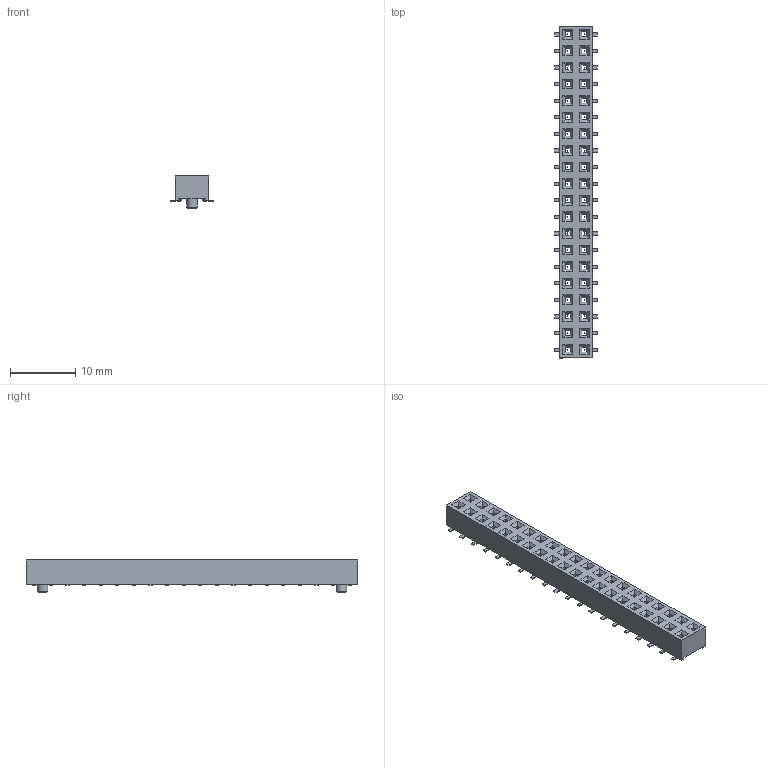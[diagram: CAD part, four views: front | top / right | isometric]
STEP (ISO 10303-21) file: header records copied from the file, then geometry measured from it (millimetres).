
FILE_DESCRIPTION(('STEP AP214'),'1');
FILE_NAME('LianSheng FH-00339.stp','2023-04-16T08:50:21',(' '),(' '),'Spatial InterOp 3D',' ',' ');
FILE_SCHEMA(('AUTOMOTIVE_DESIGN { 1 0 10303 214 1 1 1 1 }'));
Length unit declared in the file: millimetre
Products named in the file (3): FH00339; HLE-120-02-DV_socket; C-132-12-20-DV
Assembly tree (2 placements, depth 2):
  FH00339
    HLE-120-02-DV_socket
    C-132-12-20-DV
Bounding box: 6.58 x 50.8 x 4.9 mm (x, y, z)
Volume: 1072.3 mm3; surface area: 2410 mm2
Topology: 2 solids, 2 shells, 1218 faces, 3316 edges, 2104 vertices
Faces by surface type: plane 1134, cylinder 82, cone 2
Full cylindrical faces by diameter (mm): 1.6 x2
Entity records: 47512 total; most frequent: CARTESIAN_POINT 6633, ORIENTED_EDGE 6620, DIRECTION 5918, EDGE_CURVE 3310, LINE 3144, VECTOR 3144, VERTEX_POINT 2102, EDGE_LOOP 1422
